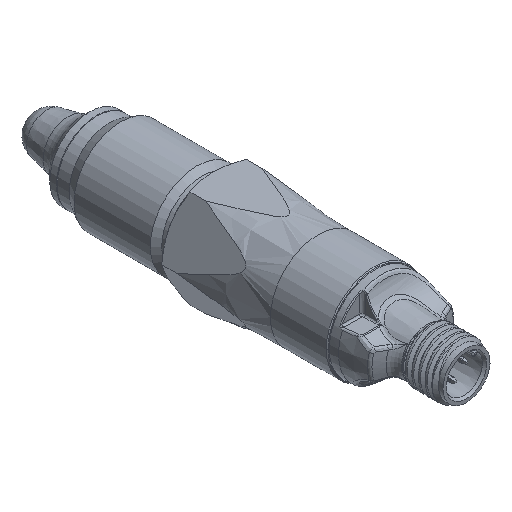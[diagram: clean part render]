
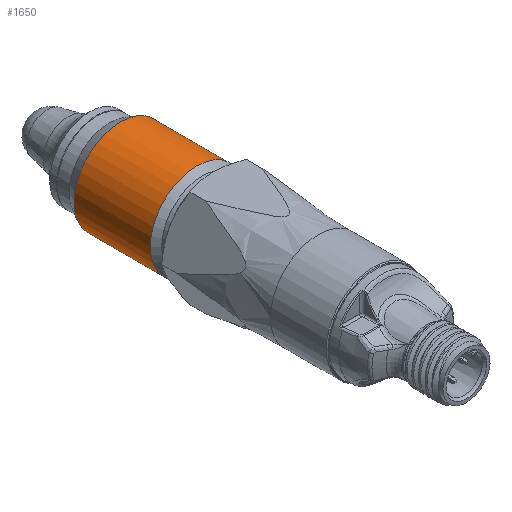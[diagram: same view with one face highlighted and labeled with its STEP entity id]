
A CAD part, isometric view. The second image highlights one B-rep face of the part: STEP entity #1650.
In plain terms, the highlighted cylindrical face has radius 10.477 mm (diameter 20.955 mm), a full revolution.
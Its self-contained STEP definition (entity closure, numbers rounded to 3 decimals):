
#1650 = ADVANCED_FACE( '', ( #3416, #3417 ), #3418, .T. );
#3416 = FACE_OUTER_BOUND( '', #10241, .T. );
#3417 = FACE_OUTER_BOUND( '', #10242, .T. );
#3418 = CYLINDRICAL_SURFACE( '', #10243, 10.478 );
#10241 = EDGE_LOOP( '', ( #15294 ) );
#10242 = EDGE_LOOP( '', ( #15295 ) );
#10243 = AXIS2_PLACEMENT_3D( '', #15296, #15297, #15298 );
#15294 = ORIENTED_EDGE( '', *, *, #17569, .T. );
#15295 = ORIENTED_EDGE( '', *, *, #17004, .F. );
#15296 = CARTESIAN_POINT( '', ( 0., 13.5, 0. ) );
#15297 = DIRECTION( '', ( 0., -1., 0. ) );
#15298 = DIRECTION( '', ( -1., 0., 0. ) );
#17004 = EDGE_CURVE( '', #19815, #19815, #19816, .T. );
#17569 = EDGE_CURVE( '', #20473, #20473, #20474, .T. );
#19815 = VERTEX_POINT( '', #27398 );
#19816 = CIRCLE( '', #27399, 10.478 );
#20473 = VERTEX_POINT( '', #28994 );
#20474 = CIRCLE( '', #28995, 10.478 );
#27398 = CARTESIAN_POINT( '', ( -10.478, -5.559, 0. ) );
#27399 = AXIS2_PLACEMENT_3D( '', #30664, #30665, #30666 );
#28994 = CARTESIAN_POINT( '', ( -10.478, -22.723, 0. ) );
#28995 = AXIS2_PLACEMENT_3D( '', #31141, #31142, #31143 );
#30664 = CARTESIAN_POINT( '', ( 0., -5.559, 0. ) );
#30665 = DIRECTION( '', ( 0., 1., 0. ) );
#30666 = DIRECTION( '', ( -1., 0., 0. ) );
#31141 = CARTESIAN_POINT( '', ( 0., -22.723, 0. ) );
#31142 = DIRECTION( '', ( 0., 1., 0. ) );
#31143 = DIRECTION( '', ( -1., 0., 0. ) );
